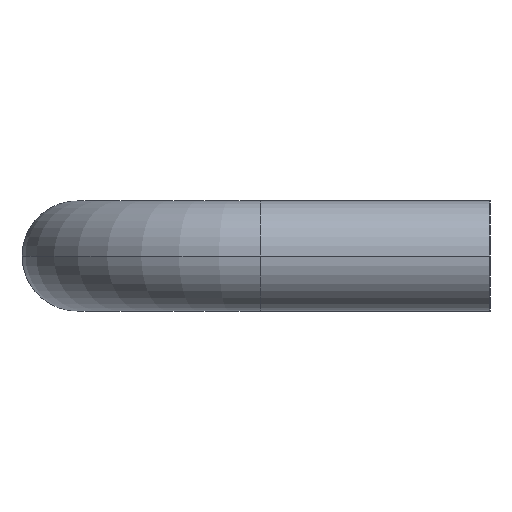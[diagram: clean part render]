
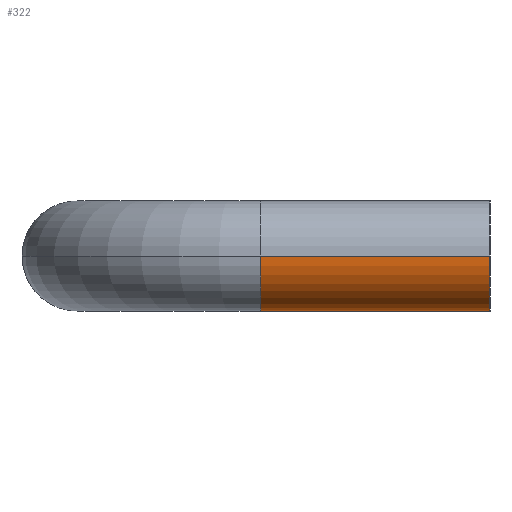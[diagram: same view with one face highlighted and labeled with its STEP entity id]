
A CAD part, left-side view. The second image highlights one B-rep face of the part: STEP entity #322.
In plain terms, the highlighted cylindrical face has radius 6 mm (diameter 12 mm), a partial arc.
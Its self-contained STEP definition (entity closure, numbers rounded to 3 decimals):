
#190=VERTEX_POINT('',#502);
#240=EDGE_CURVE('',#452,#190,#559,.T.);
#282=VERTEX_POINT('',#607);
#306=EDGE_CURVE('',#386,#452,#634,.T.);
#322=ADVANCED_FACE('',(#653),#654,.T.);
#344=EDGE_CURVE('',#190,#282,#678,.T.);
#386=VERTEX_POINT('',#724);
#414=EDGE_CURVE('',#282,#386,#755,.T.);
#452=VERTEX_POINT('',#799);
#502=CARTESIAN_POINT('',(-6.0,25.0,0.));
#559=CIRCLE('',#923,6.0);
#607=CARTESIAN_POINT('',(-6.0,0.0,0.));
#634=LINE('',#1020,#1021);
#653=FACE_OUTER_BOUND('',#1045,.T.);
#654=CYLINDRICAL_SURFACE('',#1046,6.0);
#678=LINE('',#1076,#1077);
#724=CARTESIAN_POINT('',(6.0,0.0,0.0));
#755=CIRCLE('',#1176,6.0);
#799=CARTESIAN_POINT('',(6.0,25.0,0.0));
#923=AXIS2_PLACEMENT_3D('',#1349,#1350,#1351);
#1020=CARTESIAN_POINT('',(6.0,12.5,0.));
#1021=VECTOR('',#1466,1.0);
#1045=EDGE_LOOP('',(#1496,#1497,#1498,#1499));
#1046=AXIS2_PLACEMENT_3D('',#1500,#1501,#1502);
#1076=CARTESIAN_POINT('',(-6.0,12.5,0.));
#1077=VECTOR('',#1534,1.0);
#1176=AXIS2_PLACEMENT_3D('',#1606,#1607,#1608);
#1349=CARTESIAN_POINT('',(0.0,25.0,0.0));
#1350=DIRECTION('',(-0.0,1.0,0.0));
#1351=DIRECTION('',(1.0,0.0,0.0));
#1466=DIRECTION('',(0.0,1.0,0.0));
#1496=ORIENTED_EDGE('',*,*,#306,.F.);
#1497=ORIENTED_EDGE('',*,*,#414,.F.);
#1498=ORIENTED_EDGE('',*,*,#344,.F.);
#1499=ORIENTED_EDGE('',*,*,#240,.F.);
#1500=CARTESIAN_POINT('',(0.0,12.5,0.0));
#1501=DIRECTION('',(0.0,-1.0,-0.0));
#1502=DIRECTION('',(1.0,0.0,0.0));
#1534=DIRECTION('',(-0.0,-1.0,-0.0));
#1606=CARTESIAN_POINT('',(0.0,0.0,0.0));
#1607=DIRECTION('',(0.0,-1.0,0.0));
#1608=DIRECTION('',(1.0,0.0,0.0));
